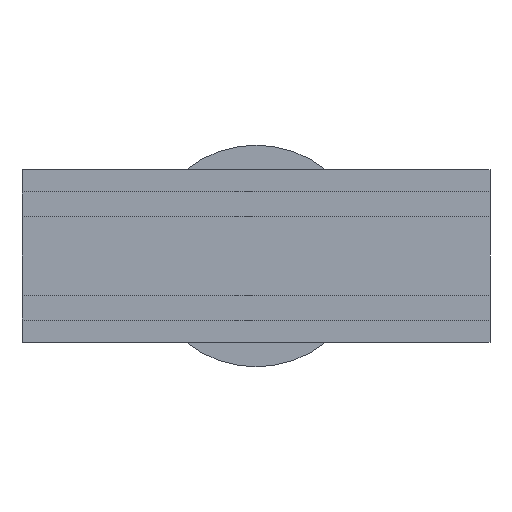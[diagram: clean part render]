
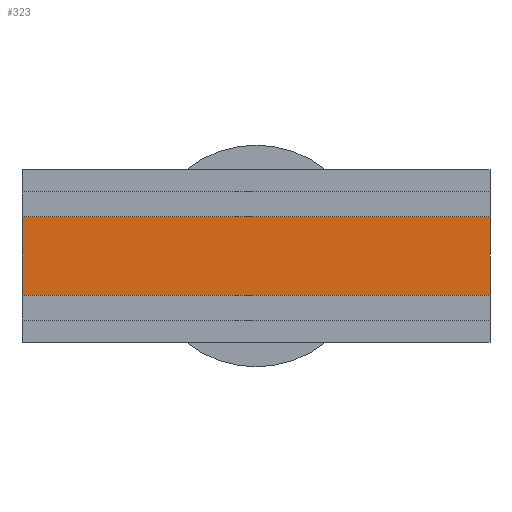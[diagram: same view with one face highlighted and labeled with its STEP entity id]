
A CAD part, left-side view. The second image highlights one B-rep face of the part: STEP entity #323.
In plain terms, the highlighted planar face has unit normal (-1, 0, 0).
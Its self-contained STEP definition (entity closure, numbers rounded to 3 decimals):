
#18=DIRECTION('',(0.,0.,1.));
#19=VECTOR('',#18,80.);
#20=CARTESIAN_POINT('',(95.,-237.5,-40.));
#21=LINE('',#20,#19);
#54=DIRECTION('',(0.,1.,0.));
#55=VECTOR('',#54,475.);
#56=CARTESIAN_POINT('',(95.,-237.5,-40.));
#57=LINE('',#56,#55);
#58=DIRECTION('',(0.,1.,0.));
#59=VECTOR('',#58,475.);
#60=CARTESIAN_POINT('',(95.,-237.5,40.));
#61=LINE('',#60,#59);
#78=DIRECTION('',(0.,0.,1.));
#79=VECTOR('',#78,80.);
#80=CARTESIAN_POINT('',(95.,237.5,-40.));
#81=LINE('',#80,#79);
#238=CARTESIAN_POINT('',(95.,-237.5,40.));
#239=CARTESIAN_POINT('',(95.,237.5,40.));
#240=VERTEX_POINT('',#238);
#241=VERTEX_POINT('',#239);
#254=CARTESIAN_POINT('',(95.,-237.5,-40.));
#255=VERTEX_POINT('',#254);
#258=CARTESIAN_POINT('',(95.,237.5,-40.));
#259=VERTEX_POINT('',#258);
#309=CARTESIAN_POINT('',(95.,-237.5,-87.5));
#310=DIRECTION('',(-1.,0.,0.));
#311=DIRECTION('',(0.,0.,1.));
#312=AXIS2_PLACEMENT_3D('',#309,#310,#311);
#313=PLANE('',#312);
#315=ORIENTED_EDGE('',*,*,#314,.T.);
#317=ORIENTED_EDGE('',*,*,#316,.T.);
#319=ORIENTED_EDGE('',*,*,#318,.F.);
#320=ORIENTED_EDGE('',*,*,#275,.F.);
#321=EDGE_LOOP('',(#315,#317,#319,#320));
#322=FACE_OUTER_BOUND('',#321,.F.);
#323=ADVANCED_FACE('',(#322),#313,.T.);
#275=EDGE_CURVE('',#255,#240,#21,.T.);
#314=EDGE_CURVE('',#255,#259,#57,.T.);
#316=EDGE_CURVE('',#259,#241,#81,.T.);
#318=EDGE_CURVE('',#240,#241,#61,.T.);
